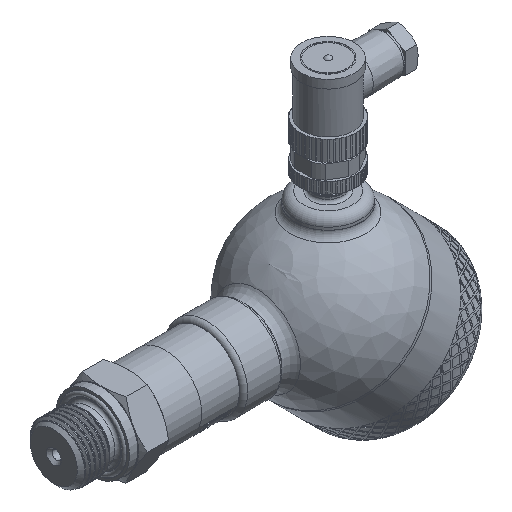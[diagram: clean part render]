
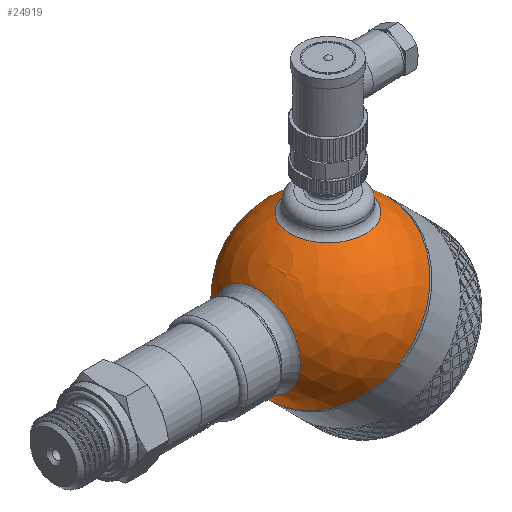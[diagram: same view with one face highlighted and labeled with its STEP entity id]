
A CAD part, isometric view. The second image highlights one B-rep face of the part: STEP entity #24919.
In plain terms, the highlighted spherical face has radius 30 mm.
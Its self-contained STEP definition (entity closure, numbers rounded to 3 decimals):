
#36=SPHERICAL_SURFACE('',#26448,30.);
#95=FACE_BOUND('',#3389,.T.);
#96=FACE_BOUND('',#3390,.T.);
#1760=FACE_OUTER_BOUND('',#3388,.T.);
#3388=EDGE_LOOP('',(#17896,#17897,#17898,#17899));
#3389=EDGE_LOOP('',(#17900));
#3390=EDGE_LOOP('',(#17901));
#4890=CIRCLE('',#26370,30.);
#4891=CIRCLE('',#26371,30.);
#4918=CIRCLE('',#26444,13.5);
#4921=CIRCLE('',#26449,30.);
#4922=CIRCLE('',#26450,15.643);
#9531=VERTEX_POINT('',#35146);
#9532=VERTEX_POINT('',#35148);
#10031=VERTEX_POINT('',#41535);
#10033=VERTEX_POINT('',#41542);
#10034=VERTEX_POINT('',#41544);
#12223=EDGE_CURVE('',#9531,#9532,#4890,.T.);
#12224=EDGE_CURVE('',#9532,#9531,#4891,.T.);
#12975=EDGE_CURVE('',#10031,#10031,#4918,.T.);
#12978=EDGE_CURVE('',#9532,#10033,#4921,.T.);
#12979=EDGE_CURVE('',#10034,#10034,#4922,.T.);
#17896=ORIENTED_EDGE('',*,*,#12224,.F.);
#17897=ORIENTED_EDGE('',*,*,#12978,.T.);
#17898=ORIENTED_EDGE('',*,*,#12978,.F.);
#17899=ORIENTED_EDGE('',*,*,#12223,.F.);
#17900=ORIENTED_EDGE('',*,*,#12979,.F.);
#17901=ORIENTED_EDGE('',*,*,#12975,.F.);
#24919=ADVANCED_FACE('',(#1760,#95,#96),#36,.T.);
#26370=AXIS2_PLACEMENT_3D('',#35149,#28042,#28043);
#26371=AXIS2_PLACEMENT_3D('',#35150,#28044,#28045);
#26444=AXIS2_PLACEMENT_3D('',#41536,#28454,#28455);
#26448=AXIS2_PLACEMENT_3D('',#41541,#28462,#28463);
#26449=AXIS2_PLACEMENT_3D('',#41543,#28464,#28465);
#26450=AXIS2_PLACEMENT_3D('',#41545,#28466,#28467);
#28042=DIRECTION('center_axis',(1.,0.,0.));
#28043=DIRECTION('ref_axis',(0.,1.,0.));
#28044=DIRECTION('center_axis',(1.,0.,0.));
#28045=DIRECTION('ref_axis',(0.,1.,0.));
#28454=DIRECTION('center_axis',(-0.707,0.,-0.707));
#28455=DIRECTION('ref_axis',(-0.707,0.,0.707));
#28462=DIRECTION('center_axis',(1.,0.,0.));
#28463=DIRECTION('ref_axis',(0.,-1.,0.));
#28464=DIRECTION('center_axis',(0.,0.,1.));
#28465=DIRECTION('ref_axis',(0.,1.,0.));
#28466=DIRECTION('center_axis',(-0.707,0.,0.707));
#28467=DIRECTION('ref_axis',(0.707,0.,0.707));
#35146=CARTESIAN_POINT('',(0.,-30.,0.));
#35148=CARTESIAN_POINT('',(0.,30.,0.));
#35149=CARTESIAN_POINT('Origin',(0.,0.,0.));
#35150=CARTESIAN_POINT('Origin',(0.,0.,0.));
#41535=CARTESIAN_POINT('',(-9.398,0.,-28.49));
#41536=CARTESIAN_POINT('Origin',(-18.944,0.,-18.944));
#41541=CARTESIAN_POINT('Origin',(0.,0.,0.));
#41542=CARTESIAN_POINT('',(-30.,0.,0.));
#41543=CARTESIAN_POINT('Origin',(0.,0.,0.));
#41544=CARTESIAN_POINT('',(-29.162,0.,7.04));
#41545=CARTESIAN_POINT('Origin',(-18.101,0.,18.101));
